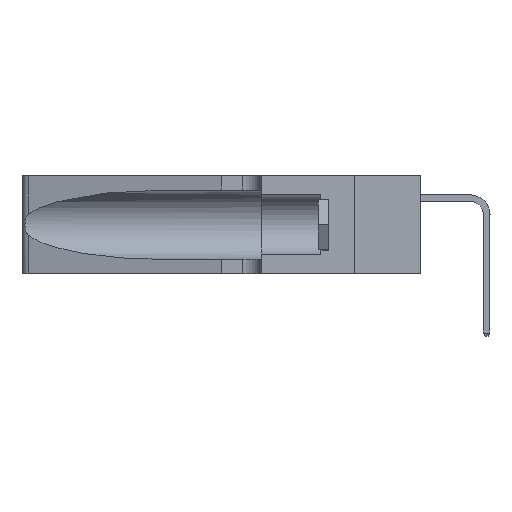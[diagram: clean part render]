
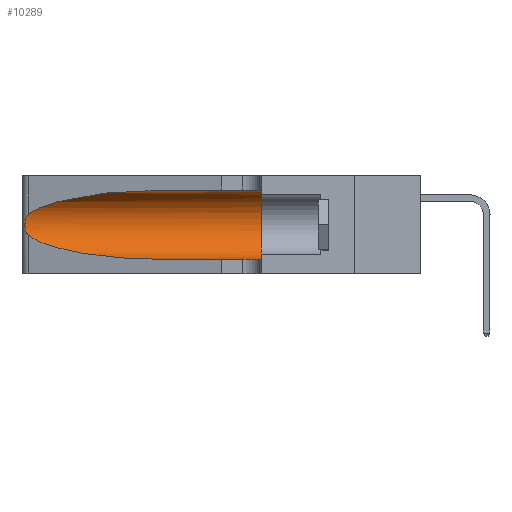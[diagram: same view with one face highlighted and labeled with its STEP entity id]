
A CAD part, left-side view. The second image highlights one B-rep face of the part: STEP entity #10289.
In plain terms, the highlighted cylindrical face has radius 3.308 mm (diameter 6.617 mm), a partial arc.
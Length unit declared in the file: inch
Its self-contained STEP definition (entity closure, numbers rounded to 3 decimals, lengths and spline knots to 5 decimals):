
#2309 = CYLINDRICAL_SURFACE ( 'NONE', #22411, 0.13025 ) ;
#4053 = ORIENTED_EDGE ( 'NONE', *, *, #5920, .F. ) ;
#4456 = CARTESIAN_POINT ( 'NONE',  ( 0.1305, 0.35, 0.185 ) ) ;
#4763 = CIRCLE ( 'NONE', #8623, 0.13025 ) ;
#5220 = CARTESIAN_POINT ( 'NONE',  ( 0.25487, 1.22718, 0.14631 ) ) ;
#5431 = CARTESIAN_POINT ( 'NONE',  ( 0.25787, 1.23484, 0.2124 ) ) ;
#5501 = ORIENTED_EDGE ( 'NONE', *, *, #29555, .T. ) ;
#5920 = EDGE_CURVE ( 'NONE', #28553, #9592, #31640, .T. ) ;
#7340 = CARTESIAN_POINT ( 'NONE',  ( 0.2373, 1.15595, 0.08982 ) ) ;
#7445 = DIRECTION ( 'NONE',  ( 0., 0., 1. ) ) ;
#8422 = CARTESIAN_POINT ( 'NONE',  ( 0.26018, 1.23835, 0.19895 ) ) ;
#8623 = AXIS2_PLACEMENT_3D ( 'NONE', #4456, #25403, #7445 ) ;
#8674 = VECTOR ( 'NONE', #26952, 39.37008 ) ;
#9139 = DIRECTION ( 'NONE',  ( 0., -1., 0. ) ) ;
#9312 = VERTEX_POINT ( 'NONE', #5220 ) ;
#9592 = VERTEX_POINT ( 'NONE', #30435 ) ;
#9903 = EDGE_CURVE ( 'NONE', #9312, #35540, #19525, .T. ) ;
#10227 = CARTESIAN_POINT ( 'NONE',  ( 0.1305, 1.61858, 0.05475 ) ) ;
#10289 = ADVANCED_FACE ( 'NONE', ( #34527 ), #2309, .F. ) ;
#11312 = CARTESIAN_POINT ( 'NONE',  ( 0.25555, 1.22994, 0.2215 ) ) ;
#11431 = CARTESIAN_POINT ( 'NONE',  ( 0.26075, 1.23896, 0.178 ) ) ;
#13207 = DIRECTION ( 'NONE',  ( 0., -1., 0. ) ) ;
#13326 = CARTESIAN_POINT ( 'NONE',  ( 0.18966, 0.96281, 0.05475 ) ) ;
#14420 = CARTESIAN_POINT ( 'NONE',  ( 0.25856, 1.23593, 0.16098 ) ) ;
#16080 = B_SPLINE_CURVE_WITH_KNOTS ( 'NONE', 3,
 ( #29244, #11312, #23373, #5431, #26371, #8422, #29374, #11431, #32388, #14420, #35394, #17421, #38439, #20471 ),
 .UNSPECIFIED., .F., .F.,
 ( 4, 2, 2, 2, 2, 2, 4 ),
 ( 0., 0.00027, 0.00053, 0.00107, 0.0016, 0.00187, 0.00214 ),
 .UNSPECIFIED. ) ;
#17001 = CARTESIAN_POINT ( 'NONE',  ( 0.2373, 1.15595, 0.28018 ) ) ;
#17019 = ORIENTED_EDGE ( 'NONE', *, *, #30072, .F. ) ;
#17421 = CARTESIAN_POINT ( 'NONE',  ( 0.25639, 1.23186, 0.15144 ) ) ;
#18724 = VERTEX_POINT ( 'NONE', #35657 ) ;
#19025 = EDGE_CURVE ( 'NONE', #35540, #18724, #20279, .T. ) ;
#19525 =( BOUNDED_CURVE ( )  B_SPLINE_CURVE ( 3, ( #25162, #7340, #13326, #34328 ),
 .UNSPECIFIED., .F., .F. ) 
 B_SPLINE_CURVE_WITH_KNOTS ( ( 4, 4 ),
 ( 3.44316, 4.71239 ),
 .UNSPECIFIED. ) 
 CURVE ( )  GEOMETRIC_REPRESENTATION_ITEM ( )  RATIONAL_B_SPLINE_CURVE ( ( 1., 0.87, 0.87, 1. ) ) 
 REPRESENTATION_ITEM ( '' )  );
#20279 = LINE ( 'NONE', #10227, #35256 ) ;
#20471 = CARTESIAN_POINT ( 'NONE',  ( 0.25487, 1.22718, 0.14631 ) ) ;
#21090 = CARTESIAN_POINT ( 'NONE',  ( 0.1305, 1.61858, 0.185 ) ) ;
#22411 = AXIS2_PLACEMENT_3D ( 'NONE', #21090, #9139, #30100 ) ;
#23373 = CARTESIAN_POINT ( 'NONE',  ( 0.25639, 1.23184, 0.21858 ) ) ;
#23780 = EDGE_CURVE ( 'NONE', #24273, #9312, #16080, .T. ) ;
#24222 = ORIENTED_EDGE ( 'NONE', *, *, #19025, .T. ) ;
#24273 = VERTEX_POINT ( 'NONE', #28562 ) ;
#25162 = CARTESIAN_POINT ( 'NONE',  ( 0.25487, 1.22718, 0.14631 ) ) ;
#25403 = DIRECTION ( 'NONE',  ( 0., 1., 0. ) ) ;
#25961 = CARTESIAN_POINT ( 'NONE',  ( 0.18966, 0.96281, 0.31525 ) ) ;
#26371 = CARTESIAN_POINT ( 'NONE',  ( 0.25854, 1.2359, 0.20912 ) ) ;
#26952 = DIRECTION ( 'NONE',  ( 0., -1., 0. ) ) ;
#28244 = CARTESIAN_POINT ( 'NONE',  ( 0.1305, 0.72297, 0.05475 ) ) ;
#28553 = VERTEX_POINT ( 'NONE', #36224 ) ;
#28562 = CARTESIAN_POINT ( 'NONE',  ( 0.25487, 1.22718, 0.22369 ) ) ;
#28970 = CARTESIAN_POINT ( 'NONE',  ( 0.1305, 0.72297, 0.31525 ) ) ;
#29244 = CARTESIAN_POINT ( 'NONE',  ( 0.25487, 1.22718, 0.22369 ) ) ;
#29354 = ORIENTED_EDGE ( 'NONE', *, *, #23780, .T. ) ;
#29374 = CARTESIAN_POINT ( 'NONE',  ( 0.26075, 1.23896, 0.19203 ) ) ;
#29555 = EDGE_CURVE ( 'NONE', #28553, #24273, #35059, .T. ) ;
#29813 = CARTESIAN_POINT ( 'NONE',  ( 0.1305, 1.61858, 0.31525 ) ) ;
#30072 = EDGE_CURVE ( 'NONE', #9592, #18724, #4763, .T. ) ;
#30100 = DIRECTION ( 'NONE',  ( 0., 0., -1. ) ) ;
#30170 = ORIENTED_EDGE ( 'NONE', *, *, #9903, .T. ) ;
#30435 = CARTESIAN_POINT ( 'NONE',  ( 0.1305, 0.35, 0.31525 ) ) ;
#31266 = EDGE_LOOP ( 'NONE', ( #5501, #29354, #30170, #24222, #17019, #4053 ) ) ;
#31640 = LINE ( 'NONE', #29813, #8674 ) ;
#32388 = CARTESIAN_POINT ( 'NONE',  ( 0.26017, 1.23833, 0.17102 ) ) ;
#34328 = CARTESIAN_POINT ( 'NONE',  ( 0.1305, 0.72297, 0.05475 ) ) ;
#34527 = FACE_OUTER_BOUND ( 'NONE', #31266, .T. ) ;
#35059 =( BOUNDED_CURVE ( )  B_SPLINE_CURVE ( 3, ( #28970, #25961, #17001, #38008 ),
 .UNSPECIFIED., .F., .F. ) 
 B_SPLINE_CURVE_WITH_KNOTS ( ( 4, 4 ),
 ( 1.5708, 2.84003 ),
 .UNSPECIFIED. ) 
 CURVE ( )  GEOMETRIC_REPRESENTATION_ITEM ( )  RATIONAL_B_SPLINE_CURVE ( ( 1., 0.87, 0.87, 1. ) ) 
 REPRESENTATION_ITEM ( '' )  );
#35256 = VECTOR ( 'NONE', #13207, 39.37008 ) ;
#35394 = CARTESIAN_POINT ( 'NONE',  ( 0.25789, 1.23486, 0.15765 ) ) ;
#35540 = VERTEX_POINT ( 'NONE', #28244 ) ;
#35657 = CARTESIAN_POINT ( 'NONE',  ( 0.1305, 0.35, 0.05475 ) ) ;
#36224 = CARTESIAN_POINT ( 'NONE',  ( 0.1305, 0.72297, 0.31525 ) ) ;
#38008 = CARTESIAN_POINT ( 'NONE',  ( 0.25487, 1.22718, 0.22369 ) ) ;
#38439 = CARTESIAN_POINT ( 'NONE',  ( 0.25555, 1.22993, 0.14849 ) ) ;
